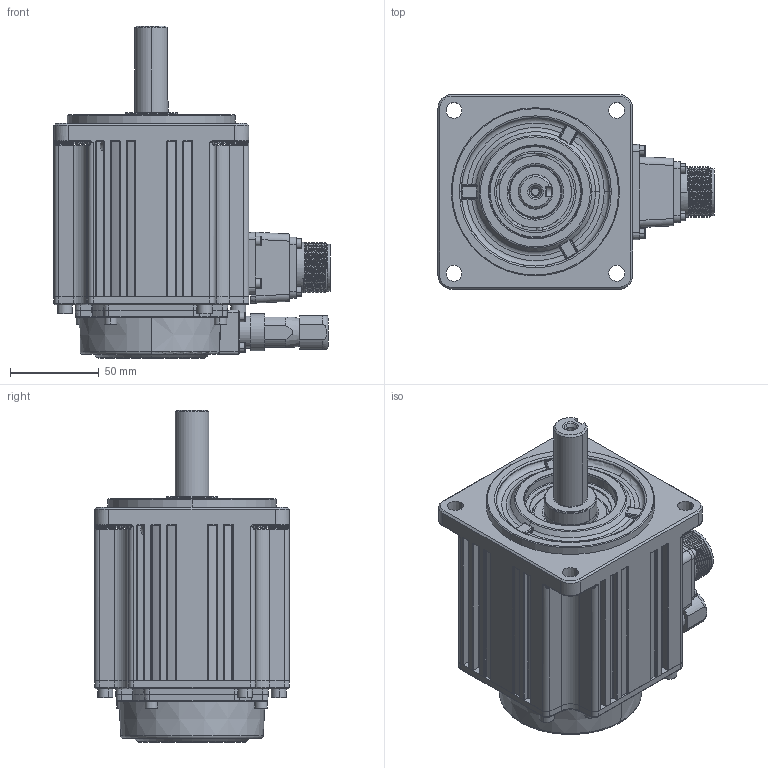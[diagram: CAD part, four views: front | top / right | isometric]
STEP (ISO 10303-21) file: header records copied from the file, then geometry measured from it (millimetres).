
FILE_DESCRIPTION (( 'STEP AP203' ), '1' );
FILE_NAME ('MS6G-110CS30B2-21P5.STEP', '2023-02-01T03:15:15', ( '' ), ( '' ), 'SwSTEP 2.0', 'SolidWorks 2016', '' );
FILE_SCHEMA (( 'CONFIG_CONTROL_DESIGN' ));
Length unit declared in the file: millimetre
Products named in the file (1): MS6G-110CS30B2-21P5
Bounding box: 155.9 x 110 x 187.5 mm (x, y, z)
Surface area: 112855.1 mm2 (no closed solid volume)
Topology: 0 solids, 42 shells, 1032 faces, 2947 edges, 1888 vertices
Faces by surface type: cylinder 348, plane 333, bspline 129, torus 128, cone 74, sphere 20
Entity records: 40315 total; most frequent: CARTESIAN_POINT 14690, DIRECTION 5420, ORIENTED_EDGE 4963, EDGE_CURVE 2922, AXIS2_PLACEMENT_3D 2074, VERTEX_POINT 1886, LINE 1272, VECTOR 1272
